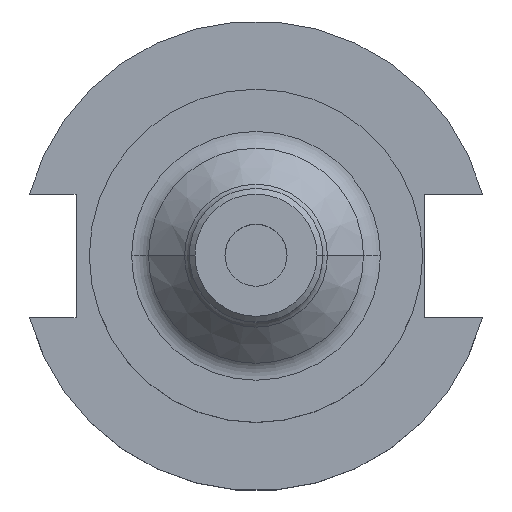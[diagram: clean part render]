
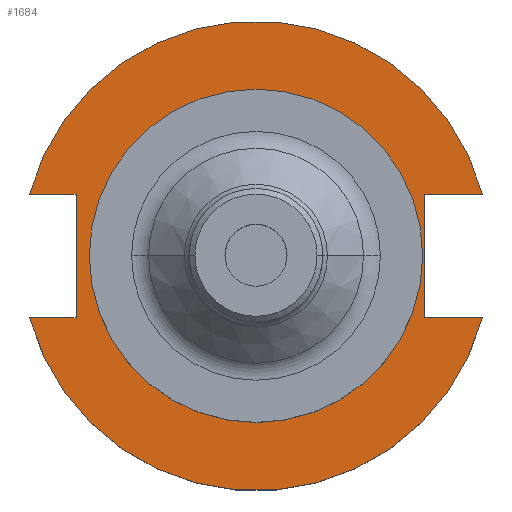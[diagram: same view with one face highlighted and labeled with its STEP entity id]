
A CAD part, top view. The second image highlights one B-rep face of the part: STEP entity #1684.
In plain terms, the highlighted planar face has unit normal (0, 0, 1).
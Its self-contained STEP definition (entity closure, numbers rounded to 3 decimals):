
#11 = LINE ( 'NONE', #1806, #1205 ) ;
#28 = LINE ( 'NONE', #577, #768 ) ;
#72 = EDGE_CURVE ( 'NONE', #1673, #1130, #862, .T. ) ;
#89 = CARTESIAN_POINT ( 'NONE',  ( 35.306, 12.954, 19.05 ) ) ;
#96 = EDGE_CURVE ( 'NONE', #172, #133, #28, .T. ) ;
#103 = VECTOR ( 'NONE', #282, 1000. ) ;
#120 = EDGE_CURVE ( 'NONE', #1673, #1194, #1168, .T. ) ;
#133 = VERTEX_POINT ( 'NONE', #1585 ) ;
#142 = ORIENTED_EDGE ( 'NONE', *, *, #1207, .F. ) ;
#147 = CARTESIAN_POINT ( 'NONE',  ( 0., 0., 19.05 ) ) ;
#150 = DIRECTION ( 'NONE',  ( 1., 0., 0. ) ) ;
#160 = CARTESIAN_POINT ( 'NONE',  ( 34.925, 0., 19.05 ) ) ;
#172 = VERTEX_POINT ( 'NONE', #89 ) ;
#185 = CARTESIAN_POINT ( 'NONE',  ( -63.719, 12.954, 19.05 ) ) ;
#228 = AXIS2_PLACEMENT_3D ( 'NONE', #312, #456, #459 ) ;
#280 = EDGE_LOOP ( 'NONE', ( #1680, #1149, #1910, #1309, #1704, #969, #142, #887 ) ) ;
#282 = DIRECTION ( 'NONE',  ( -1., 0., 0. ) ) ;
#312 = CARTESIAN_POINT ( 'NONE',  ( 0., 49.212, 19.05 ) ) ;
#366 = EDGE_CURVE ( 'NONE', #827, #457, #1027, .T. ) ;
#421 = ORIENTED_EDGE ( 'NONE', *, *, #908, .F. ) ;
#445 = PLANE ( 'NONE',  #228 ) ;
#456 = DIRECTION ( 'NONE',  ( 0., 0., 1. ) ) ;
#457 = VERTEX_POINT ( 'NONE', #952 ) ;
#459 = DIRECTION ( 'NONE',  ( 1., 0., 0. ) ) ;
#476 = CARTESIAN_POINT ( 'NONE',  ( 35.306, -12.954, 19.05 ) ) ;
#509 = AXIS2_PLACEMENT_3D ( 'NONE', #147, #1102, #150 ) ;
#527 = CARTESIAN_POINT ( 'NONE',  ( 0., 0., 19.05 ) ) ;
#570 = LINE ( 'NONE', #476, #886 ) ;
#573 = LINE ( 'NONE', #1364, #893 ) ;
#577 = CARTESIAN_POINT ( 'NONE',  ( 35.306, 12.954, 19.05 ) ) ;
#646 = VERTEX_POINT ( 'NONE', #779 ) ;
#651 = CIRCLE ( 'NONE', #509, 34.925 ) ;
#679 = DIRECTION ( 'NONE',  ( -1., 0., 0. ) ) ;
#717 = CARTESIAN_POINT ( 'NONE',  ( -37.719, -12.954, 19.05 ) ) ;
#730 = CARTESIAN_POINT ( 'NONE',  ( 0., 0., 19.05 ) ) ;
#744 = VERTEX_POINT ( 'NONE', #160 ) ;
#747 = DIRECTION ( 'NONE',  ( 0., 0., 1. ) ) ;
#768 = VECTOR ( 'NONE', #949, 1000. ) ;
#779 = CARTESIAN_POINT ( 'NONE',  ( -34.925, 0., 19.05 ) ) ;
#811 = EDGE_CURVE ( 'NONE', #133, #1130, #570, .T. ) ;
#827 = VERTEX_POINT ( 'NONE', #1533 ) ;
#841 = FACE_BOUND ( 'NONE', #1726, .T. ) ;
#862 = CIRCLE ( 'NONE', #1226, 49.212 ) ;
#884 = DIRECTION ( 'NONE',  ( 1., 0., 0. ) ) ;
#886 = VECTOR ( 'NONE', #1275, 1000. ) ;
#887 = ORIENTED_EDGE ( 'NONE', *, *, #120, .F. ) ;
#893 = VECTOR ( 'NONE', #679, 1000. ) ;
#908 = EDGE_CURVE ( 'NONE', #744, #646, #1145, .T. ) ;
#949 = DIRECTION ( 'NONE',  ( 0., -1., 0. ) ) ;
#952 = CARTESIAN_POINT ( 'NONE',  ( -47.477, 12.954, 19.05 ) ) ;
#966 = DIRECTION ( 'NONE',  ( 0., 0., 1. ) ) ;
#969 = ORIENTED_EDGE ( 'NONE', *, *, #366, .F. ) ;
#980 = DIRECTION ( 'NONE',  ( 1., 0., 0. ) ) ;
#1027 = LINE ( 'NONE', #185, #103 ) ;
#1075 = CARTESIAN_POINT ( 'NONE',  ( -63.719, -12.954, 19.05 ) ) ;
#1102 = DIRECTION ( 'NONE',  ( 0., 0., 1. ) ) ;
#1130 = VERTEX_POINT ( 'NONE', #1324 ) ;
#1142 = EDGE_CURVE ( 'NONE', #1575, #172, #573, .T. ) ;
#1145 = CIRCLE ( 'NONE', #1265, 34.925 ) ;
#1149 = ORIENTED_EDGE ( 'NONE', *, *, #811, .F. ) ;
#1168 = LINE ( 'NONE', #1075, #1956 ) ;
#1194 = VERTEX_POINT ( 'NONE', #717 ) ;
#1205 = VECTOR ( 'NONE', #1333, 1000. ) ;
#1207 = EDGE_CURVE ( 'NONE', #1194, #827, #11, .T. ) ;
#1223 = ORIENTED_EDGE ( 'NONE', *, *, #1367, .F. ) ;
#1226 = AXIS2_PLACEMENT_3D ( 'NONE', #1532, #1843, #1423 ) ;
#1258 = FACE_OUTER_BOUND ( 'NONE', #280, .T. ) ;
#1265 = AXIS2_PLACEMENT_3D ( 'NONE', #527, #966, #980 ) ;
#1275 = DIRECTION ( 'NONE',  ( 1., 0., 0. ) ) ;
#1309 = ORIENTED_EDGE ( 'NONE', *, *, #1142, .F. ) ;
#1324 = CARTESIAN_POINT ( 'NONE',  ( 47.477, -12.954, 19.05 ) ) ;
#1333 = DIRECTION ( 'NONE',  ( 0., 1., 0. ) ) ;
#1364 = CARTESIAN_POINT ( 'NONE',  ( 35.306, 12.954, 19.05 ) ) ;
#1366 = DIRECTION ( 'NONE',  ( 1., 0., 0. ) ) ;
#1367 = EDGE_CURVE ( 'NONE', #646, #744, #651, .T. ) ;
#1383 = CARTESIAN_POINT ( 'NONE',  ( 47.477, 12.954, 19.05 ) ) ;
#1423 = DIRECTION ( 'NONE',  ( 1., 0., 0. ) ) ;
#1532 = CARTESIAN_POINT ( 'NONE',  ( 0., 0., 19.05 ) ) ;
#1533 = CARTESIAN_POINT ( 'NONE',  ( -37.719, 12.954, 19.05 ) ) ;
#1575 = VERTEX_POINT ( 'NONE', #1383 ) ;
#1585 = CARTESIAN_POINT ( 'NONE',  ( 35.306, -12.954, 19.05 ) ) ;
#1673 = VERTEX_POINT ( 'NONE', #1746 ) ;
#1680 = ORIENTED_EDGE ( 'NONE', *, *, #72, .T. ) ;
#1684 = ADVANCED_FACE ( 'NONE', ( #841, #1258 ), #445, .T. ) ;
#1704 = ORIENTED_EDGE ( 'NONE', *, *, #1874, .T. ) ;
#1726 = EDGE_LOOP ( 'NONE', ( #421, #1223 ) ) ;
#1746 = CARTESIAN_POINT ( 'NONE',  ( -47.477, -12.954, 19.05 ) ) ;
#1790 = AXIS2_PLACEMENT_3D ( 'NONE', #730, #747, #884 ) ;
#1806 = CARTESIAN_POINT ( 'NONE',  ( -37.719, 12.954, 19.05 ) ) ;
#1843 = DIRECTION ( 'NONE',  ( 0., 0., 1. ) ) ;
#1863 = CIRCLE ( 'NONE', #1790, 49.212 ) ;
#1874 = EDGE_CURVE ( 'NONE', #1575, #457, #1863, .T. ) ;
#1910 = ORIENTED_EDGE ( 'NONE', *, *, #96, .F. ) ;
#1956 = VECTOR ( 'NONE', #1366, 1000. ) ;
